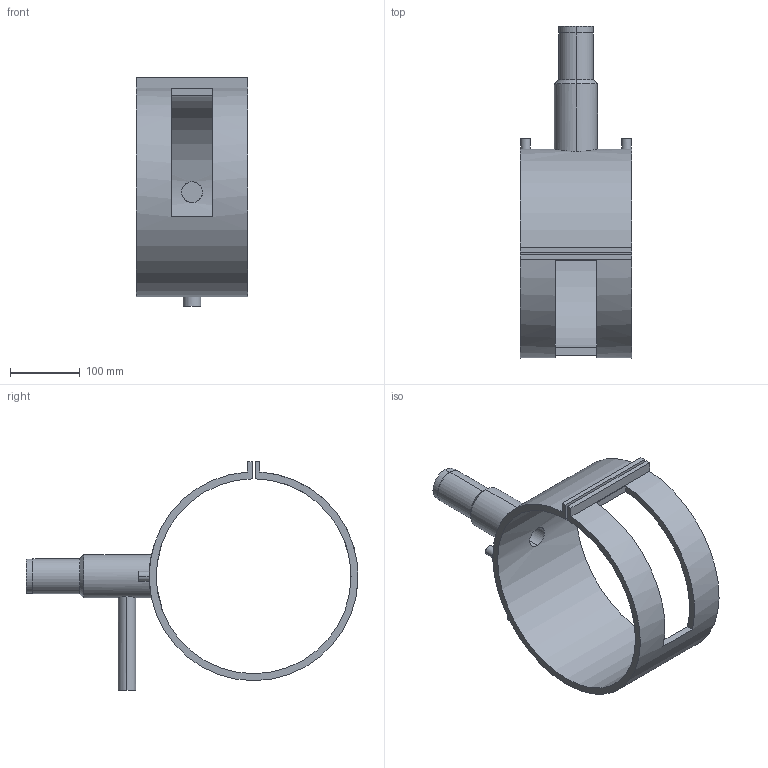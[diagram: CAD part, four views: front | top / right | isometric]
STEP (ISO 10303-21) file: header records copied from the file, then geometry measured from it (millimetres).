
FILE_DESCRIPTION (( 'STEP AP203' ), '1' );
FILE_NAME ('Ef Tapping Saddle_280-25.step', '2020-01-17T14:22:23', ( '' ), ( '' ), 'SwSTEP 2.0', 'SolidWorks 2019', '' );
FILE_SCHEMA (( 'CONFIG_CONTROL_DESIGN' ));
Length unit declared in the file: millimetre
Products named in the file (1): Ef Tapping Saddle_280-25
Bounding box: 160 x 476.93 x 328.73 mm (x, y, z)
Volume: 1688411.4 mm3; surface area: 369584.8 mm2
Topology: 2 solids, 2 shells, 57 faces, 130 edges, 84 vertices
Faces by surface type: cylinder 30, plane 21, cone 6
Entity records: 2487 total; most frequent: CARTESIAN_POINT 1116, DIRECTION 266, ORIENTED_EDGE 260, EDGE_CURVE 130, AXIS2_PLACEMENT_3D 102, VERTEX_POINT 84, EDGE_LOOP 70, VECTOR 62
